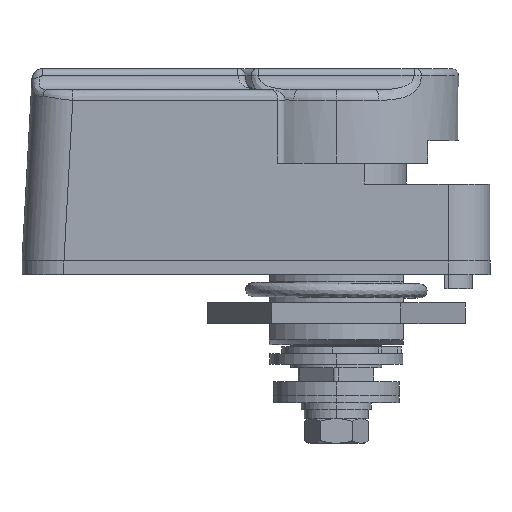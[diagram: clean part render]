
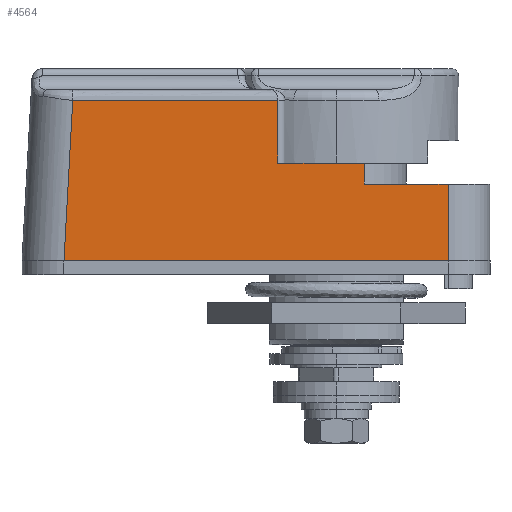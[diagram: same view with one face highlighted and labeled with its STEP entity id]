
A CAD part, left-side view. The second image highlights one B-rep face of the part: STEP entity #4564.
In plain terms, the highlighted planar face has unit normal (-1, 0, 0).
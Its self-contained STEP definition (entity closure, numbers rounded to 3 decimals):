
#84 = ORIENTED_EDGE ( 'NONE', *, *, #6976, .T. ) ;
#88 = DIRECTION ( 'NONE',  ( 0., 0.054, -0.999 ) ) ;
#180 = DIRECTION ( 'NONE',  ( -1., 0., 0. ) ) ;
#407 = VERTEX_POINT ( 'NONE', #1264 ) ;
#444 = DIRECTION ( 'NONE',  ( 0., -1., 0. ) ) ;
#496 = CARTESIAN_POINT ( 'NONE',  ( -17.5, -22., 0. ) ) ;
#805 = CARTESIAN_POINT ( 'NONE',  ( -17.5, 18.77, 23. ) ) ;
#991 = VECTOR ( 'NONE', #4914, 1000. ) ;
#1169 = VECTOR ( 'NONE', #444, 1000. ) ;
#1264 = CARTESIAN_POINT ( 'NONE',  ( -17.5, -4., 11. ) ) ;
#1358 = CARTESIAN_POINT ( 'NONE',  ( -17.5, 39.009, -0.327 ) ) ;
#1420 = CARTESIAN_POINT ( 'NONE',  ( -17.5, 37.737, 23. ) ) ;
#1454 = CARTESIAN_POINT ( 'NONE',  ( -17.5, -22., 24.5 ) ) ;
#1546 = ORIENTED_EDGE ( 'NONE', *, *, #5616, .T. ) ;
#1705 = LINE ( 'NONE', #11531, #2555 ) ;
#1734 = CARTESIAN_POINT ( 'NONE',  ( -17.5, 0., 14. ) ) ;
#1764 = B_SPLINE_CURVE_WITH_KNOTS ( 'NONE', 3,
 ( #7131, #4602, #3321, #2065, #805, #11917, #10630 ),
 .UNSPECIFIED., .F., .F.,
 ( 4, 3, 4 ),
 ( 0.03, 0.031, 0.06 ),
 .UNSPECIFIED. ) ;
#1785 = LINE ( 'NONE', #496, #4877 ) ;
#1919 = EDGE_CURVE ( 'NONE', #407, #3805, #8732, .T. ) ;
#1947 = CARTESIAN_POINT ( 'NONE',  ( -17.5, 8.367, 23. ) ) ;
#2065 = CARTESIAN_POINT ( 'NONE',  ( -17.5, 9.287, 23. ) ) ;
#2199 = EDGE_LOOP ( 'NONE', ( #1546, #6861, #3283, #10748, #7138, #3137, #84, #9703 ) ) ;
#2389 = DIRECTION ( 'NONE',  ( 0., 0., 1. ) ) ;
#2529 = VERTEX_POINT ( 'NONE', #4930 ) ;
#2555 = VECTOR ( 'NONE', #10274, 1000. ) ;
#2634 = LINE ( 'NONE', #1358, #5631 ) ;
#2729 = PLANE ( 'NONE',  #5911 ) ;
#2978 = LINE ( 'NONE', #1734, #1169 ) ;
#3137 = ORIENTED_EDGE ( 'NONE', *, *, #1919, .F. ) ;
#3170 = VERTEX_POINT ( 'NONE', #1947 ) ;
#3283 = ORIENTED_EDGE ( 'NONE', *, *, #10852, .T. ) ;
#3321 = CARTESIAN_POINT ( 'NONE',  ( -17.5, 8.98, 23. ) ) ;
#3664 = CARTESIAN_POINT ( 'NONE',  ( -17.5, 8.367, 24.5 ) ) ;
#3805 = VERTEX_POINT ( 'NONE', #6626 ) ;
#4054 = DIRECTION ( 'NONE',  ( 0., 0., 1. ) ) ;
#4106 = CARTESIAN_POINT ( 'NONE',  ( -17.5, 8.367, 14. ) ) ;
#4143 = EDGE_CURVE ( 'NONE', #8070, #3805, #1705, .T. ) ;
#4208 = EDGE_CURVE ( 'NONE', #3170, #11577, #1764, .T. ) ;
#4564 = ADVANCED_FACE ( 'NONE', ( #4934 ), #2729, .T. ) ;
#4602 = CARTESIAN_POINT ( 'NONE',  ( -17.5, 8.673, 23. ) ) ;
#4689 = VECTOR ( 'NONE', #2389, 1000. ) ;
#4877 = VECTOR ( 'NONE', #11606, 1000. ) ;
#4908 = LINE ( 'NONE', #3664, #4689 ) ;
#4914 = DIRECTION ( 'NONE',  ( 0., -1., 0. ) ) ;
#4930 = CARTESIAN_POINT ( 'NONE',  ( -17.5, 38.991, 0. ) ) ;
#4934 = FACE_OUTER_BOUND ( 'NONE', #2199, .T. ) ;
#5328 = CARTESIAN_POINT ( 'NONE',  ( -17.5, -4., 11. ) ) ;
#5569 = EDGE_CURVE ( 'NONE', #9361, #10141, #2978, .T. ) ;
#5616 = EDGE_CURVE ( 'NONE', #9361, #3170, #4908, .T. ) ;
#5631 = VECTOR ( 'NONE', #88, 1000. ) ;
#5911 = AXIS2_PLACEMENT_3D ( 'NONE', #1454, #180, #11301 ) ;
#6205 = CARTESIAN_POINT ( 'NONE',  ( -17.5, -4., 11. ) ) ;
#6609 = LINE ( 'NONE', #5328, #7368 ) ;
#6626 = CARTESIAN_POINT ( 'NONE',  ( -17.5, -16., 11. ) ) ;
#6861 = ORIENTED_EDGE ( 'NONE', *, *, #4208, .T. ) ;
#6976 = EDGE_CURVE ( 'NONE', #407, #10141, #6609, .T. ) ;
#7131 = CARTESIAN_POINT ( 'NONE',  ( -17.5, 8.367, 23. ) ) ;
#7138 = ORIENTED_EDGE ( 'NONE', *, *, #4143, .T. ) ;
#7368 = VECTOR ( 'NONE', #4054, 1000. ) ;
#7823 = CARTESIAN_POINT ( 'NONE',  ( -17.5, -4., 14. ) ) ;
#8070 = VERTEX_POINT ( 'NONE', #11021 ) ;
#8732 = LINE ( 'NONE', #6205, #991 ) ;
#9361 = VERTEX_POINT ( 'NONE', #4106 ) ;
#9703 = ORIENTED_EDGE ( 'NONE', *, *, #5569, .F. ) ;
#10141 = VERTEX_POINT ( 'NONE', #7823 ) ;
#10274 = DIRECTION ( 'NONE',  ( 0., 0., 1. ) ) ;
#10630 = CARTESIAN_POINT ( 'NONE',  ( -17.5, 37.737, 23. ) ) ;
#10748 = ORIENTED_EDGE ( 'NONE', *, *, #12090, .F. ) ;
#10852 = EDGE_CURVE ( 'NONE', #11577, #2529, #2634, .T. ) ;
#11021 = CARTESIAN_POINT ( 'NONE',  ( -17.5, -16., 0. ) ) ;
#11301 = DIRECTION ( 'NONE',  ( 0., 0., 1. ) ) ;
#11531 = CARTESIAN_POINT ( 'NONE',  ( -17.5, -16., 24.5 ) ) ;
#11577 = VERTEX_POINT ( 'NONE', #1420 ) ;
#11606 = DIRECTION ( 'NONE',  ( 0., 1., 0. ) ) ;
#11917 = CARTESIAN_POINT ( 'NONE',  ( -17.5, 28.253, 23. ) ) ;
#12090 = EDGE_CURVE ( 'NONE', #8070, #2529, #1785, .T. ) ;
